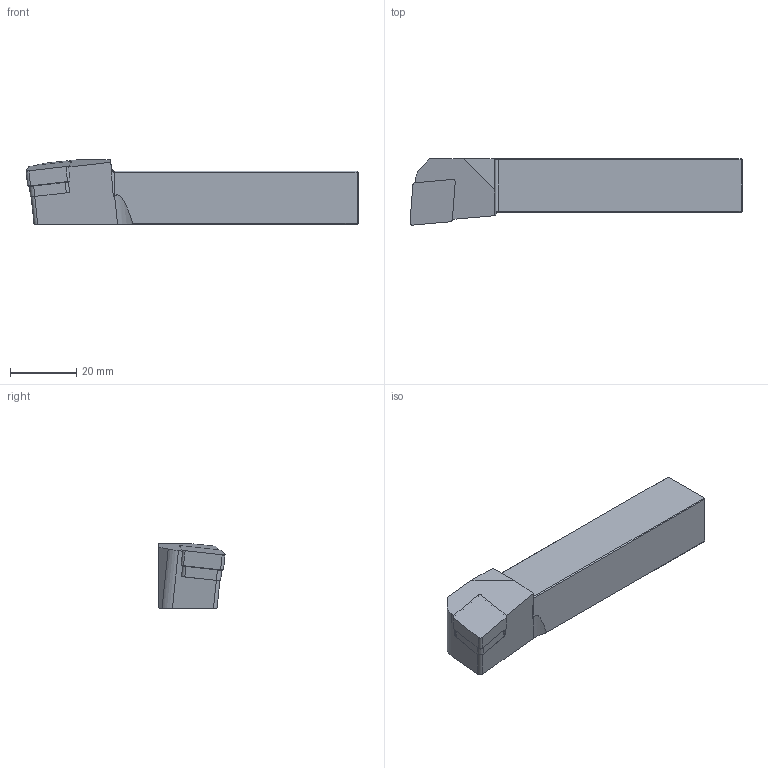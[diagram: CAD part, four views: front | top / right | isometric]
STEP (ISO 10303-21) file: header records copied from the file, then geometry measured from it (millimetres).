
FILE_DESCRIPTION(/* description */ (''),/* implementation_level */ '2;1');
FILE_NAME(/* name */ 'PCLNR-1616-H12.stp',/* time_stamp */ '2023-09-29T13:31:38+03:00',/* author */ (''),/* organization */ (''),/* preprocessor_version */ 'ST-DEVELOPER v19.4',/* originating_system */ 'SIEMENS PLM Software NX2306.3001',/* authorisation */ '');
FILE_SCHEMA (('AUTOMOTIVE_DESIGN { 1 0 10303 214 3 1 1 1 }'));
Length unit declared in the file: millimetre
Products named in the file (1): PCLNR-1616-H12
Bounding box: 99.93 x 19.92 x 19.5 mm (x, y, z)
Volume: 26433.4 mm3; surface area: 7509.1 mm2
Topology: 2 solids, 2 shells, 56 faces, 136 edges, 84 vertices
Faces by surface type: plane 41, cylinder 13, cone 1, bspline 1
Entity records: 1779 total; most frequent: CARTESIAN_POINT 302, ORIENTED_EDGE 272, DIRECTION 272, EDGE_CURVE 136, LINE 104, VECTOR 104, VERTEX_POINT 84, AXIS2_PLACEMENT_3D 84
